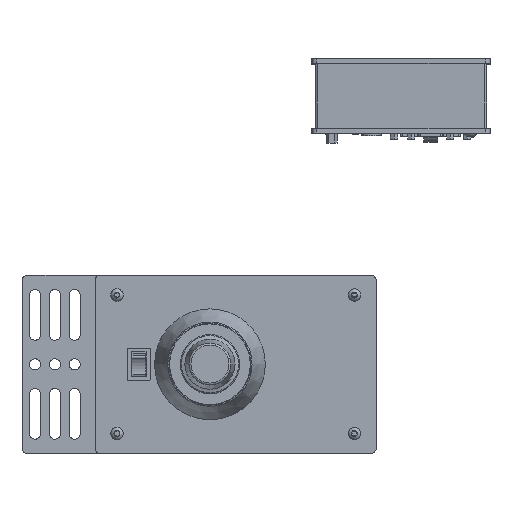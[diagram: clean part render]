
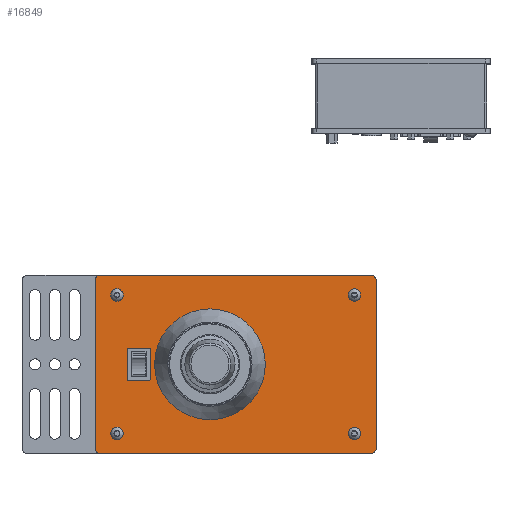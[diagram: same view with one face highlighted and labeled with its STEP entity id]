
A CAD part, top view. The second image highlights one B-rep face of the part: STEP entity #16849.
In plain terms, the highlighted planar face has unit normal (0, 0, 1).
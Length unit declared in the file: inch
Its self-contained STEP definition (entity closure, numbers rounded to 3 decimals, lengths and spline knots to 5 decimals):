
#12616=CARTESIAN_POINT('',(1.96223,-17.27197,1.758));
#12617=VERTEX_POINT('',#12616);
#12618=CARTESIAN_POINT('',(3.36223,-17.27197,1.758));
#12619=DIRECTION('',(0.0,0.0,-1.0));
#12620=DIRECTION('',(-1.0,0.0,0.0));
#12621=AXIS2_PLACEMENT_3D('',#12618,#12619,#12620);
#12622=CIRCLE('',#12621,1.4);
#12623=EDGE_CURVE('',#12617,#12617,#12622,.T.);
#13441=CARTESIAN_POINT('',(7.01223,-19.17797,1.758));
#13442=VERTEX_POINT('',#13441);
#13443=CARTESIAN_POINT('',(7.01223,-19.02197,1.758));
#13444=DIRECTION('',(0.0,0.0,-1.0));
#13445=DIRECTION('',(0.0,-1.0,0.0));
#13446=AXIS2_PLACEMENT_3D('',#13443,#13444,#13445);
#13447=CIRCLE('',#13446,0.156);
#13448=EDGE_CURVE('',#13442,#13442,#13447,.T.);
#13706=CARTESIAN_POINT('',(1.01223,-15.67797,1.758));
#13707=VERTEX_POINT('',#13706);
#13708=CARTESIAN_POINT('',(1.01223,-15.52197,1.758));
#13709=DIRECTION('',(0.0,0.0,-1.0));
#13710=DIRECTION('',(0.0,-1.0,0.0));
#13711=AXIS2_PLACEMENT_3D('',#13708,#13709,#13710);
#13712=CIRCLE('',#13711,0.156);
#13713=EDGE_CURVE('',#13707,#13707,#13712,.T.);
#13971=CARTESIAN_POINT('',(7.01223,-15.67797,1.758));
#13972=VERTEX_POINT('',#13971);
#13973=CARTESIAN_POINT('',(7.01223,-15.52197,1.758));
#13974=DIRECTION('',(0.0,0.0,-1.0));
#13975=DIRECTION('',(0.0,-1.0,0.0));
#13976=AXIS2_PLACEMENT_3D('',#13973,#13974,#13975);
#13977=CIRCLE('',#13976,0.156);
#13978=EDGE_CURVE('',#13972,#13972,#13977,.T.);
#14084=CARTESIAN_POINT('',(1.27123,-17.64197,1.758));
#14085=VERTEX_POINT('',#14084);
#14086=CARTESIAN_POINT('',(1.27123,-16.90197,1.758));
#14087=VERTEX_POINT('',#14086);
#14088=CARTESIAN_POINT('',(1.27123,-17.64197,1.758));
#14089=DIRECTION('',(0.0,1.0,0.0));
#14090=VECTOR('',#14089,0.74);
#14091=LINE('',#14088,#14090);
#14092=EDGE_CURVE('',#14085,#14087,#14091,.T.);
#14124=CARTESIAN_POINT('',(1.31123,-17.68197,1.758));
#14125=VERTEX_POINT('',#14124);
#14126=CARTESIAN_POINT('',(1.31123,-17.64197,1.758));
#14127=DIRECTION('',(0.0,0.0,-1.));
#14128=DIRECTION('',(-0.707,-0.707,0.0));
#14129=AXIS2_PLACEMENT_3D('',#14126,#14127,#14128);
#14130=CIRCLE('',#14129,0.04);
#14131=EDGE_CURVE('',#14125,#14085,#14130,.T.);
#14157=CARTESIAN_POINT('',(1.82123,-17.68197,1.758));
#14158=VERTEX_POINT('',#14157);
#14159=CARTESIAN_POINT('',(1.82123,-17.68197,1.758));
#14160=DIRECTION('',(-1.0,0.0,0.0));
#14161=VECTOR('',#14160,0.51);
#14162=LINE('',#14159,#14161);
#14163=EDGE_CURVE('',#14158,#14125,#14162,.T.);
#14188=CARTESIAN_POINT('',(1.86123,-17.64197,1.758));
#14189=VERTEX_POINT('',#14188);
#14190=CARTESIAN_POINT('',(1.82123,-17.64197,1.758));
#14191=DIRECTION('',(0.0,0.0,-1.));
#14192=DIRECTION('',(0.707,-0.707,0.0));
#14193=AXIS2_PLACEMENT_3D('',#14190,#14191,#14192);
#14194=CIRCLE('',#14193,0.04);
#14195=EDGE_CURVE('',#14189,#14158,#14194,.T.);
#14221=CARTESIAN_POINT('',(1.86123,-16.90197,1.758));
#14222=VERTEX_POINT('',#14221);
#14223=CARTESIAN_POINT('',(1.86123,-16.90197,1.758));
#14224=DIRECTION('',(0.0,-1.0,0.0));
#14225=VECTOR('',#14224,0.74);
#14226=LINE('',#14223,#14225);
#14227=EDGE_CURVE('',#14222,#14189,#14226,.T.);
#14252=CARTESIAN_POINT('',(1.82123,-16.86197,1.758));
#14253=VERTEX_POINT('',#14252);
#14254=CARTESIAN_POINT('',(1.82123,-16.90197,1.758));
#14255=DIRECTION('',(0.0,0.0,-1.));
#14256=DIRECTION('',(0.707,0.707,0.0));
#14257=AXIS2_PLACEMENT_3D('',#14254,#14255,#14256);
#14258=CIRCLE('',#14257,0.04);
#14259=EDGE_CURVE('',#14253,#14222,#14258,.T.);
#14285=CARTESIAN_POINT('',(1.31123,-16.86197,1.758));
#14286=VERTEX_POINT('',#14285);
#14287=CARTESIAN_POINT('',(1.31123,-16.86197,1.758));
#14288=DIRECTION('',(1.0,0.0,0.0));
#14289=VECTOR('',#14288,0.51);
#14290=LINE('',#14287,#14289);
#14291=EDGE_CURVE('',#14286,#14253,#14290,.T.);
#14316=CARTESIAN_POINT('',(1.31123,-16.90197,1.758));
#14317=DIRECTION('',(0.0,0.0,-1.));
#14318=DIRECTION('',(-0.707,0.707,0.0));
#14319=AXIS2_PLACEMENT_3D('',#14316,#14317,#14318);
#14320=CIRCLE('',#14319,0.04);
#14321=EDGE_CURVE('',#14087,#14286,#14320,.T.);
#16741=CARTESIAN_POINT('',(7.43723,-19.52197,1.758));
#16742=DIRECTION('',(0.0,0.0,1.0));
#16743=DIRECTION('',(1.0,0.0,0.0));
#16744=AXIS2_PLACEMENT_3D('',#16741,#16742,#16743);
#16745=PLANE('',#16744);
#16746=CARTESIAN_POINT('',(7.43723,-19.52197,1.758));
#16747=VERTEX_POINT('',#16746);
#16748=CARTESIAN_POINT('',(0.58723,-19.52197,1.758));
#16749=VERTEX_POINT('',#16748);
#16750=CARTESIAN_POINT('',(7.43723,-19.52197,1.758));
#16751=DIRECTION('',(-1.0,0.0,0.0));
#16752=VECTOR('',#16751,6.85);
#16753=LINE('',#16750,#16752);
#16754=EDGE_CURVE('',#16747,#16749,#16753,.T.);
#16755=ORIENTED_EDGE('',*,*,#16754,.F.);
#16756=CARTESIAN_POINT('',(7.56223,-19.39697,1.758));
#16757=VERTEX_POINT('',#16756);
#16758=CARTESIAN_POINT('',(7.43723,-19.39697,1.758));
#16759=DIRECTION('',(0.,0.,-1.));
#16760=DIRECTION('',(0.707,-0.707,0.));
#16761=AXIS2_PLACEMENT_3D('',#16758,#16759,#16760);
#16762=CIRCLE('',#16761,0.125);
#16763=EDGE_CURVE('',#16757,#16747,#16762,.T.);
#16764=ORIENTED_EDGE('',*,*,#16763,.F.);
#16765=CARTESIAN_POINT('',(7.56223,-15.14697,1.758));
#16766=VERTEX_POINT('',#16765);
#16767=CARTESIAN_POINT('',(7.56223,-15.14697,1.758));
#16768=DIRECTION('',(0.0,-1.0,0.0));
#16769=VECTOR('',#16768,4.25);
#16770=LINE('',#16767,#16769);
#16771=EDGE_CURVE('',#16766,#16757,#16770,.T.);
#16772=ORIENTED_EDGE('',*,*,#16771,.F.);
#16773=CARTESIAN_POINT('',(7.43723,-15.02197,1.758));
#16774=VERTEX_POINT('',#16773);
#16775=CARTESIAN_POINT('',(7.43723,-15.14697,1.758));
#16776=DIRECTION('',(0.,0.,-1.));
#16777=DIRECTION('',(0.707,0.707,0.));
#16778=AXIS2_PLACEMENT_3D('',#16775,#16776,#16777);
#16779=CIRCLE('',#16778,0.125);
#16780=EDGE_CURVE('',#16774,#16766,#16779,.T.);
#16781=ORIENTED_EDGE('',*,*,#16780,.F.);
#16782=CARTESIAN_POINT('',(0.58723,-15.02197,1.758));
#16783=VERTEX_POINT('',#16782);
#16784=CARTESIAN_POINT('',(0.58723,-15.02197,1.758));
#16785=DIRECTION('',(1.0,0.0,0.0));
#16786=VECTOR('',#16785,6.85);
#16787=LINE('',#16784,#16786);
#16788=EDGE_CURVE('',#16783,#16774,#16787,.T.);
#16789=ORIENTED_EDGE('',*,*,#16788,.F.);
#16790=CARTESIAN_POINT('',(0.46223,-15.14697,1.758));
#16791=VERTEX_POINT('',#16790);
#16792=CARTESIAN_POINT('',(0.58723,-15.14697,1.758));
#16793=DIRECTION('',(0.,0.,-1.));
#16794=DIRECTION('',(-0.707,0.707,0.));
#16795=AXIS2_PLACEMENT_3D('',#16792,#16793,#16794);
#16796=CIRCLE('',#16795,0.125);
#16797=EDGE_CURVE('',#16791,#16783,#16796,.T.);
#16798=ORIENTED_EDGE('',*,*,#16797,.F.);
#16799=CARTESIAN_POINT('',(0.46223,-19.39697,1.758));
#16800=VERTEX_POINT('',#16799);
#16801=CARTESIAN_POINT('',(0.46223,-19.39697,1.758));
#16802=DIRECTION('',(0.0,1.0,0.0));
#16803=VECTOR('',#16802,4.25);
#16804=LINE('',#16801,#16803);
#16805=EDGE_CURVE('',#16800,#16791,#16804,.T.);
#16806=ORIENTED_EDGE('',*,*,#16805,.F.);
#16807=CARTESIAN_POINT('',(0.58723,-19.39697,1.758));
#16808=DIRECTION('',(0.,0.,-1.));
#16809=DIRECTION('',(-0.707,-0.707,0.));
#16810=AXIS2_PLACEMENT_3D('',#16807,#16808,#16809);
#16811=CIRCLE('',#16810,0.125);
#16812=EDGE_CURVE('',#16749,#16800,#16811,.T.);
#16813=ORIENTED_EDGE('',*,*,#16812,.F.);
#16814=EDGE_LOOP('',(#16755,#16764,#16772,#16781,#16789,#16798,#16806,#16813));
#16815=FACE_OUTER_BOUND('',#16814,.T.);
#16816=ORIENTED_EDGE('',*,*,#12623,.T.);
#16817=EDGE_LOOP('',(#16816));
#16818=FACE_BOUND('',#16817,.T.);
#16819=ORIENTED_EDGE('',*,*,#13448,.T.);
#16820=EDGE_LOOP('',(#16819));
#16821=FACE_BOUND('',#16820,.T.);
#16822=ORIENTED_EDGE('',*,*,#13713,.T.);
#16823=EDGE_LOOP('',(#16822));
#16824=FACE_BOUND('',#16823,.T.);
#16825=ORIENTED_EDGE('',*,*,#13978,.T.);
#16826=EDGE_LOOP('',(#16825));
#16827=FACE_BOUND('',#16826,.T.);
#16828=ORIENTED_EDGE('',*,*,#14092,.T.);
#16829=ORIENTED_EDGE('',*,*,#14321,.T.);
#16830=ORIENTED_EDGE('',*,*,#14291,.T.);
#16831=ORIENTED_EDGE('',*,*,#14259,.T.);
#16832=ORIENTED_EDGE('',*,*,#14227,.T.);
#16833=ORIENTED_EDGE('',*,*,#14195,.T.);
#16834=ORIENTED_EDGE('',*,*,#14163,.T.);
#16835=ORIENTED_EDGE('',*,*,#14131,.T.);
#16836=EDGE_LOOP('',(#16828,#16829,#16830,#16831,#16832,#16833,#16834,#16835));
#16837=FACE_BOUND('',#16836,.T.);
#16838=CARTESIAN_POINT('',(1.01223,-19.17797,1.758));
#16839=VERTEX_POINT('',#16838);
#16840=CARTESIAN_POINT('',(1.01223,-19.02197,1.758));
#16841=DIRECTION('',(0.0,0.0,-1.0));
#16842=DIRECTION('',(0.0,-1.0,0.0));
#16843=AXIS2_PLACEMENT_3D('',#16840,#16841,#16842);
#16844=CIRCLE('',#16843,0.156);
#16845=EDGE_CURVE('',#16839,#16839,#16844,.T.);
#16846=ORIENTED_EDGE('',*,*,#16845,.T.);
#16847=EDGE_LOOP('',(#16846));
#16848=FACE_BOUND('',#16847,.T.);
#16849=ADVANCED_FACE('',(#16815,#16818,#16821,#16824,#16827,#16837,#16848),#16745,.T.);
